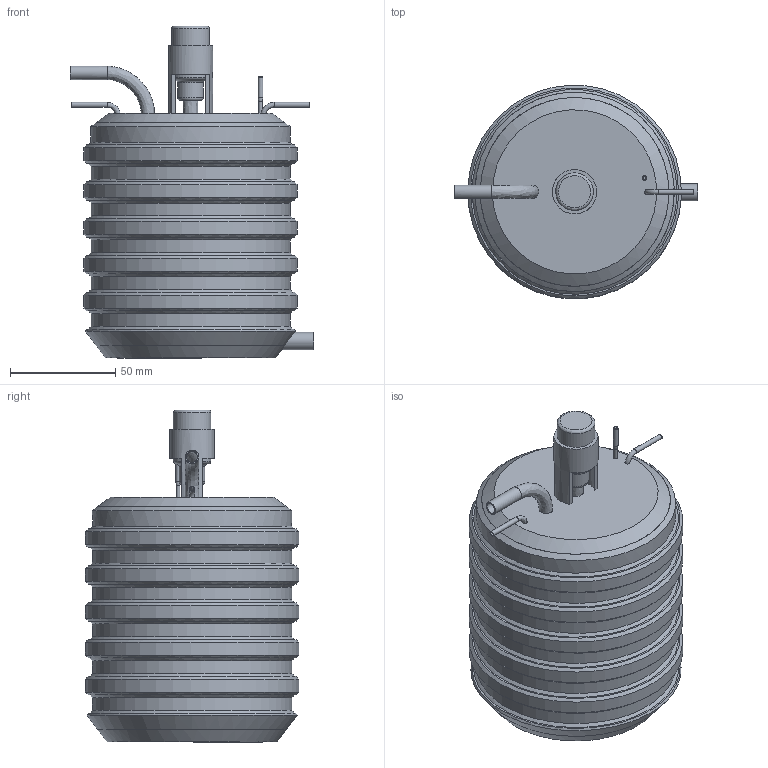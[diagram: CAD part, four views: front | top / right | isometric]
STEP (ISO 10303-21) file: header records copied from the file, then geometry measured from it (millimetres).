
FILE_DESCRIPTION(('FreeCAD Model'),'2;1');
FILE_NAME('Open CASCADE Shape Model','2025-04-26T18:51:03',('FreeCAD'),( 'FreeCAD'),'Open CASCADE STEP processor 7.6','FreeCAD','Unknown');
FILE_SCHEMA(('AUTOMOTIVE_DESIGN { 1 0 10303 214 1 1 1 1 }'));
Length unit declared in the file: millimetre
Products named in the file (1): Open CASCADE STEP translator 7.6 1
Bounding box: 116.11 x 101.44 x 158.06 mm (x, y, z)
Volume: 350137.8 mm3; surface area: 196954 mm2
Topology: 10 solids, 10 shells, 138 faces, 293 edges, 183 vertices
Faces by surface type: bspline 138
Entity records: 8274 total; most frequent: CARTESIAN_POINT 6534, ORIENTED_EDGE 584, EDGE_CURVE 292, VERTEX_POINT 181, FACE_BOUND 171, EDGE_LOOP 171, ADVANCED_FACE 138, B_SPLINE_CURVE_WITH_KNOTS 123
